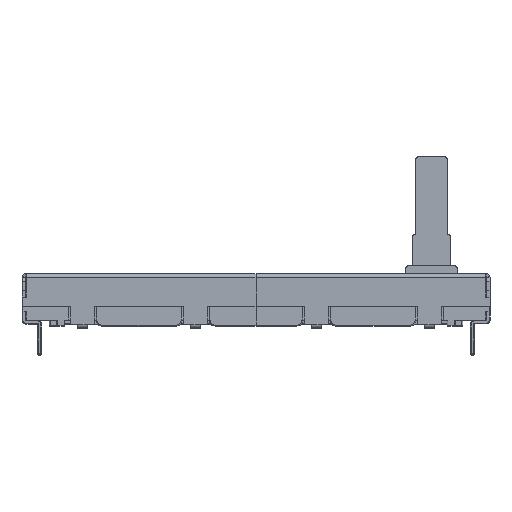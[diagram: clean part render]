
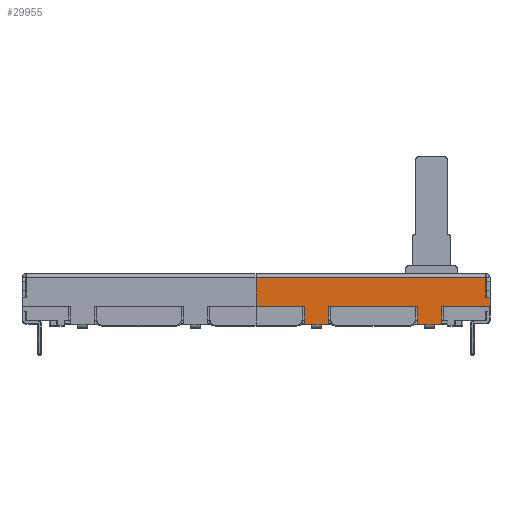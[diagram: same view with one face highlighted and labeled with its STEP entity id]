
A CAD part, top view. The second image highlights one B-rep face of the part: STEP entity #29955.
In plain terms, the highlighted free-form (B-spline) face has degree [1, 1] with [2, 2] control points.
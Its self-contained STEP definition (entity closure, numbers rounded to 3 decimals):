
#29369 = VERTEX_POINT('',#29370);
#29370 = CARTESIAN_POINT('',(36.9,0.7,4.5));
#29377 = EDGE_CURVE('',#29369,#29378,#29380,.T.);
#29378 = VERTEX_POINT('',#29379);
#29379 = CARTESIAN_POINT('',(7.5,0.7,4.5));
#29380 = LINE('',#29381,#29382);
#29381 = CARTESIAN_POINT('',(36.9,0.7,4.5));
#29382 = VECTOR('',#29383,1.);
#29383 = DIRECTION('',(-1.,0.,0.));
#29955 = ADVANCED_FACE('',(#29956),#30100,.T.);
#29956 = FACE_BOUND('',#29957,.T.);
#29957 = EDGE_LOOP('',(#29958,#29966,#29967,#29974,#29982,#29990,#29998,
    #30006,#30014,#30022,#30030,#30038,#30046,#30054,#30062,#30070,
    #30078,#30086,#30094));
#29958 = ORIENTED_EDGE('',*,*,#29959,.F.);
#29959 = EDGE_CURVE('',#29369,#29960,#29962,.T.);
#29960 = VERTEX_POINT('',#29961);
#29961 = CARTESIAN_POINT('',(36.9,0.55,4.5));
#29962 = LINE('',#29963,#29964);
#29963 = CARTESIAN_POINT('',(36.9,0.7,4.5));
#29964 = VECTOR('',#29965,1.);
#29965 = DIRECTION('',(0.,-1.,0.));
#29966 = ORIENTED_EDGE('',*,*,#29377,.T.);
#29967 = ORIENTED_EDGE('',*,*,#29968,.T.);
#29968 = EDGE_CURVE('',#29378,#29969,#29971,.T.);
#29969 = VERTEX_POINT('',#29970);
#29970 = CARTESIAN_POINT('',(7.5,-3.,4.5));
#29971 = B_SPLINE_CURVE_WITH_KNOTS('',1,(#29972,#29973),.UNSPECIFIED.,
  .F.,.F.,(2,2),(0.,1.),.PIECEWISE_BEZIER_KNOTS.);
#29972 = CARTESIAN_POINT('',(7.5,0.7,4.5));
#29973 = CARTESIAN_POINT('',(7.5,-5.3,4.5));
#29974 = ORIENTED_EDGE('',*,*,#29975,.T.);
#29975 = EDGE_CURVE('',#29969,#29976,#29978,.T.);
#29976 = VERTEX_POINT('',#29977);
#29977 = CARTESIAN_POINT('',(13.75,-3.,4.5));
#29978 = LINE('',#29979,#29980);
#29979 = CARTESIAN_POINT('',(2.25,-3.,4.5));
#29980 = VECTOR('',#29981,1.);
#29981 = DIRECTION('',(1.,0.,0.));
#29982 = ORIENTED_EDGE('',*,*,#29983,.T.);
#29983 = EDGE_CURVE('',#29976,#29984,#29986,.T.);
#29984 = VERTEX_POINT('',#29985);
#29985 = CARTESIAN_POINT('',(13.75,-5.3,4.5));
#29986 = LINE('',#29987,#29988);
#29987 = CARTESIAN_POINT('',(13.75,-3.,4.5));
#29988 = VECTOR('',#29989,1.);
#29989 = DIRECTION('',(0.,-1.,0.));
#29990 = ORIENTED_EDGE('',*,*,#29991,.T.);
#29991 = EDGE_CURVE('',#29984,#29992,#29994,.T.);
#29992 = VERTEX_POINT('',#29993);
#29993 = CARTESIAN_POINT('',(14.65,-5.3,4.5));
#29994 = LINE('',#29995,#29996);
#29995 = CARTESIAN_POINT('',(13.75,-5.3,4.5));
#29996 = VECTOR('',#29997,1.);
#29997 = DIRECTION('',(1.,0.,0.));
#29998 = ORIENTED_EDGE('',*,*,#29999,.F.);
#29999 = EDGE_CURVE('',#30000,#29992,#30002,.T.);
#30000 = VERTEX_POINT('',#30001);
#30001 = CARTESIAN_POINT('',(15.85,-5.3,4.5));
#30002 = LINE('',#30003,#30004);
#30003 = CARTESIAN_POINT('',(15.85,-5.3,4.5));
#30004 = VECTOR('',#30005,1.);
#30005 = DIRECTION('',(-1.,0.,0.));
#30006 = ORIENTED_EDGE('',*,*,#30007,.T.);
#30007 = EDGE_CURVE('',#30000,#30008,#30010,.T.);
#30008 = VERTEX_POINT('',#30009);
#30009 = CARTESIAN_POINT('',(16.75,-5.3,4.5));
#30010 = LINE('',#30011,#30012);
#30011 = CARTESIAN_POINT('',(15.85,-5.3,4.5));
#30012 = VECTOR('',#30013,1.);
#30013 = DIRECTION('',(1.,0.,0.));
#30014 = ORIENTED_EDGE('',*,*,#30015,.T.);
#30015 = EDGE_CURVE('',#30008,#30016,#30018,.T.);
#30016 = VERTEX_POINT('',#30017);
#30017 = CARTESIAN_POINT('',(16.75,-3.,4.5));
#30018 = LINE('',#30019,#30020);
#30019 = CARTESIAN_POINT('',(16.75,-5.3,4.5));
#30020 = VECTOR('',#30021,1.);
#30021 = DIRECTION('',(0.,1.,0.));
#30022 = ORIENTED_EDGE('',*,*,#30023,.T.);
#30023 = EDGE_CURVE('',#30016,#30024,#30026,.T.);
#30024 = VERTEX_POINT('',#30025);
#30025 = CARTESIAN_POINT('',(28.25,-3.,4.5));
#30026 = LINE('',#30027,#30028);
#30027 = CARTESIAN_POINT('',(16.75,-3.,4.5));
#30028 = VECTOR('',#30029,1.);
#30029 = DIRECTION('',(1.,0.,0.));
#30030 = ORIENTED_EDGE('',*,*,#30031,.T.);
#30031 = EDGE_CURVE('',#30024,#30032,#30034,.T.);
#30032 = VERTEX_POINT('',#30033);
#30033 = CARTESIAN_POINT('',(28.25,-5.3,4.5));
#30034 = LINE('',#30035,#30036);
#30035 = CARTESIAN_POINT('',(28.25,-3.,4.5));
#30036 = VECTOR('',#30037,1.);
#30037 = DIRECTION('',(0.,-1.,0.));
#30038 = ORIENTED_EDGE('',*,*,#30039,.T.);
#30039 = EDGE_CURVE('',#30032,#30040,#30042,.T.);
#30040 = VERTEX_POINT('',#30041);
#30041 = CARTESIAN_POINT('',(29.15,-5.3,4.5));
#30042 = LINE('',#30043,#30044);
#30043 = CARTESIAN_POINT('',(28.25,-5.3,4.5));
#30044 = VECTOR('',#30045,1.);
#30045 = DIRECTION('',(1.,0.,0.));
#30046 = ORIENTED_EDGE('',*,*,#30047,.F.);
#30047 = EDGE_CURVE('',#30048,#30040,#30050,.T.);
#30048 = VERTEX_POINT('',#30049);
#30049 = CARTESIAN_POINT('',(30.35,-5.3,4.5));
#30050 = LINE('',#30051,#30052);
#30051 = CARTESIAN_POINT('',(30.35,-5.3,4.5));
#30052 = VECTOR('',#30053,1.);
#30053 = DIRECTION('',(-1.,0.,0.));
#30054 = ORIENTED_EDGE('',*,*,#30055,.T.);
#30055 = EDGE_CURVE('',#30048,#30056,#30058,.T.);
#30056 = VERTEX_POINT('',#30057);
#30057 = CARTESIAN_POINT('',(31.25,-5.3,4.5));
#30058 = LINE('',#30059,#30060);
#30059 = CARTESIAN_POINT('',(30.35,-5.3,4.5));
#30060 = VECTOR('',#30061,1.);
#30061 = DIRECTION('',(1.,0.,0.));
#30062 = ORIENTED_EDGE('',*,*,#30063,.T.);
#30063 = EDGE_CURVE('',#30056,#30064,#30066,.T.);
#30064 = VERTEX_POINT('',#30065);
#30065 = CARTESIAN_POINT('',(31.25,-3.,4.5));
#30066 = LINE('',#30067,#30068);
#30067 = CARTESIAN_POINT('',(31.25,-5.3,4.5));
#30068 = VECTOR('',#30069,1.);
#30069 = DIRECTION('',(0.,1.,0.));
#30070 = ORIENTED_EDGE('',*,*,#30071,.T.);
#30071 = EDGE_CURVE('',#30064,#30072,#30074,.T.);
#30072 = VERTEX_POINT('',#30073);
#30073 = CARTESIAN_POINT('',(37.5,-3.,4.5));
#30074 = LINE('',#30075,#30076);
#30075 = CARTESIAN_POINT('',(31.25,-3.,4.5));
#30076 = VECTOR('',#30077,1.);
#30077 = DIRECTION('',(1.,0.,0.));
#30078 = ORIENTED_EDGE('',*,*,#30079,.T.);
#30079 = EDGE_CURVE('',#30072,#30080,#30082,.T.);
#30080 = VERTEX_POINT('',#30081);
#30081 = CARTESIAN_POINT('',(37.5,-1.8,4.5));
#30082 = LINE('',#30083,#30084);
#30083 = CARTESIAN_POINT('',(37.5,-3.,4.5));
#30084 = VECTOR('',#30085,1.);
#30085 = DIRECTION('',(0.,1.,0.));
#30086 = ORIENTED_EDGE('',*,*,#30087,.T.);
#30087 = EDGE_CURVE('',#30080,#30088,#30090,.T.);
#30088 = VERTEX_POINT('',#30089);
#30089 = CARTESIAN_POINT('',(36.9,-1.8,4.5));
#30090 = LINE('',#30091,#30092);
#30091 = CARTESIAN_POINT('',(37.5,-1.8,4.5));
#30092 = VECTOR('',#30093,1.);
#30093 = DIRECTION('',(-1.,0.,0.));
#30094 = ORIENTED_EDGE('',*,*,#30095,.F.);
#30095 = EDGE_CURVE('',#29960,#30088,#30096,.T.);
#30096 = LINE('',#30097,#30098);
#30097 = CARTESIAN_POINT('',(36.9,0.55,4.5));
#30098 = VECTOR('',#30099,1.);
#30099 = DIRECTION('',(0.,-1.,0.));
#30100 = B_SPLINE_SURFACE_WITH_KNOTS('',1,1,(
    (#30101,#30102)
    ,(#30103,#30104
  )),.UNSPECIFIED.,.F.,.F.,.F.,(2,2),(2,2),(-76.5,1.5),(0.348,
    6.652),.PIECEWISE_BEZIER_KNOTS.);
#30101 = CARTESIAN_POINT('',(39.,0.852,4.5));
#30102 = CARTESIAN_POINT('',(39.,-5.452,4.5));
#30103 = CARTESIAN_POINT('',(-39.,0.852,4.5));
#30104 = CARTESIAN_POINT('',(-39.,-5.452,4.5));
